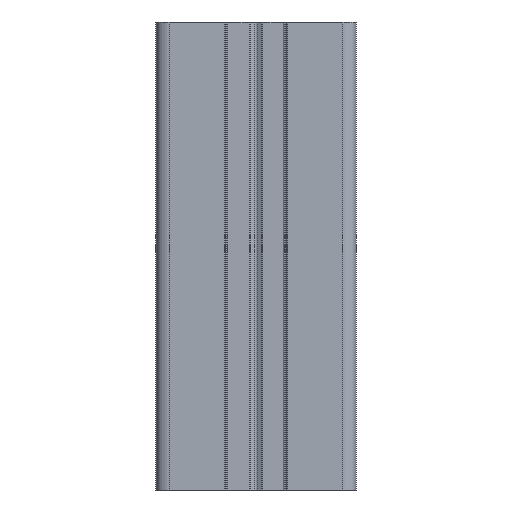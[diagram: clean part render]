
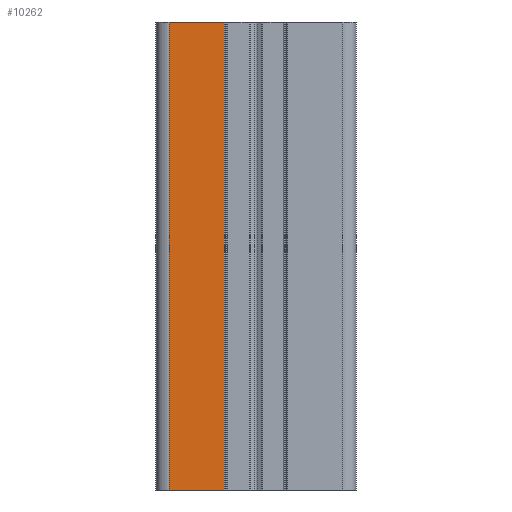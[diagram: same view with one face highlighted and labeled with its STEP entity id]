
A CAD part, front view. The second image highlights one B-rep face of the part: STEP entity #10262.
In plain terms, the highlighted planar face has unit normal (0, -1, 0).
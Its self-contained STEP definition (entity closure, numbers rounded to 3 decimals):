
#73 = PLANE('',#74);
#74 = AXIS2_PLACEMENT_3D('',#75,#76,#77);
#75 = CARTESIAN_POINT('',(374.071,260.121,-35.));
#76 = DIRECTION('',(0.,0.,1.));
#77 = DIRECTION('',(1.,0.,-0.));
#132 = PLANE('',#133);
#133 = AXIS2_PLACEMENT_3D('',#134,#135,#136);
#134 = CARTESIAN_POINT('',(374.071,260.121,35.));
#135 = DIRECTION('',(0.,0.,1.));
#136 = DIRECTION('',(1.,0.,-0.));
#5656 = VERTEX_POINT('',#5657);
#5657 = CARTESIAN_POINT('',(369.321,245.121,-35.));
#5676 = CYLINDRICAL_SURFACE('',#5677,0.2);
#5677 = AXIS2_PLACEMENT_3D('',#5678,#5679,#5680);
#5678 = CARTESIAN_POINT('',(369.321,245.321,0.));
#5679 = DIRECTION('',(0.,0.,1.));
#5680 = DIRECTION('',(0.,1.,0.));
#5688 = EDGE_CURVE('',#5656,#5689,#5691,.T.);
#5689 = VERTEX_POINT('',#5690);
#5690 = CARTESIAN_POINT('',(361.071,245.121,-35.));
#5691 = SURFACE_CURVE('',#5692,(#5696,#5703),.PCURVE_S1.);
#5692 = LINE('',#5693,#5694);
#5693 = CARTESIAN_POINT('',(369.321,245.121,-35.));
#5694 = VECTOR('',#5695,1.);
#5695 = DIRECTION('',(-1.,0.,0.));
#5696 = PCURVE('',#73,#5697);
#5697 = DEFINITIONAL_REPRESENTATION('',(#5698),#5702);
#5698 = LINE('',#5699,#5700);
#5699 = CARTESIAN_POINT('',(-4.75,-15.));
#5700 = VECTOR('',#5701,1.);
#5701 = DIRECTION('',(-1.,0.));
#5702 = ( GEOMETRIC_REPRESENTATION_CONTEXT(2) 
PARAMETRIC_REPRESENTATION_CONTEXT() REPRESENTATION_CONTEXT('2D SPACE',''
  ) );
#5703 = PCURVE('',#5704,#5709);
#5704 = PLANE('',#5705);
#5705 = AXIS2_PLACEMENT_3D('',#5706,#5707,#5708);
#5706 = CARTESIAN_POINT('',(361.071,245.121,0.));
#5707 = DIRECTION('',(0.,-1.,0.));
#5708 = DIRECTION('',(1.,0.,0.));
#5709 = DEFINITIONAL_REPRESENTATION('',(#5710),#5714);
#5710 = LINE('',#5711,#5712);
#5711 = CARTESIAN_POINT('',(8.25,-35.));
#5712 = VECTOR('',#5713,1.);
#5713 = DIRECTION('',(-1.,0.));
#5714 = ( GEOMETRIC_REPRESENTATION_CONTEXT(2) 
PARAMETRIC_REPRESENTATION_CONTEXT() REPRESENTATION_CONTEXT('2D SPACE',''
  ) );
#5737 = CYLINDRICAL_SURFACE('',#5738,2.);
#5738 = AXIS2_PLACEMENT_3D('',#5739,#5740,#5741);
#5739 = CARTESIAN_POINT('',(361.071,247.121,0.));
#5740 = DIRECTION('',(0.,0.,1.));
#5741 = DIRECTION('',(1.,0.,-0.));
#10218 = VERTEX_POINT('',#10219);
#10219 = CARTESIAN_POINT('',(369.321,245.121,35.));
#10241 = EDGE_CURVE('',#10218,#5656,#10242,.T.);
#10242 = SURFACE_CURVE('',#10243,(#10247,#10254),.PCURVE_S1.);
#10243 = LINE('',#10244,#10245);
#10244 = CARTESIAN_POINT('',(369.321,245.121,0.));
#10245 = VECTOR('',#10246,1.);
#10246 = DIRECTION('',(0.,0.,-1.));
#10247 = PCURVE('',#5676,#10248);
#10248 = DEFINITIONAL_REPRESENTATION('',(#10249),#10253);
#10249 = LINE('',#10250,#10251);
#10250 = CARTESIAN_POINT('',(3.142,0.));
#10251 = VECTOR('',#10252,1.);
#10252 = DIRECTION('',(0.,-1.));
#10253 = ( GEOMETRIC_REPRESENTATION_CONTEXT(2) 
PARAMETRIC_REPRESENTATION_CONTEXT() REPRESENTATION_CONTEXT('2D SPACE',''
  ) );
#10254 = PCURVE('',#5704,#10255);
#10255 = DEFINITIONAL_REPRESENTATION('',(#10256),#10260);
#10256 = LINE('',#10257,#10258);
#10257 = CARTESIAN_POINT('',(8.25,0.));
#10258 = VECTOR('',#10259,1.);
#10259 = DIRECTION('',(0.,-1.));
#10260 = ( GEOMETRIC_REPRESENTATION_CONTEXT(2) 
PARAMETRIC_REPRESENTATION_CONTEXT() REPRESENTATION_CONTEXT('2D SPACE',''
  ) );
#10262 = ADVANCED_FACE('',(#10263),#5704,.T.);
#10263 = FACE_BOUND('',#10264,.T.);
#10264 = EDGE_LOOP('',(#10265,#10266,#10289,#10310));
#10265 = ORIENTED_EDGE('',*,*,#10241,.F.);
#10266 = ORIENTED_EDGE('',*,*,#10267,.F.);
#10267 = EDGE_CURVE('',#10268,#10218,#10270,.T.);
#10268 = VERTEX_POINT('',#10269);
#10269 = CARTESIAN_POINT('',(361.071,245.121,35.));
#10270 = SURFACE_CURVE('',#10271,(#10275,#10282),.PCURVE_S1.);
#10271 = LINE('',#10272,#10273);
#10272 = CARTESIAN_POINT('',(369.321,245.121,35.));
#10273 = VECTOR('',#10274,1.);
#10274 = DIRECTION('',(1.,0.,0.));
#10275 = PCURVE('',#5704,#10276);
#10276 = DEFINITIONAL_REPRESENTATION('',(#10277),#10281);
#10277 = LINE('',#10278,#10279);
#10278 = CARTESIAN_POINT('',(8.25,35.));
#10279 = VECTOR('',#10280,1.);
#10280 = DIRECTION('',(1.,0.));
#10281 = ( GEOMETRIC_REPRESENTATION_CONTEXT(2) 
PARAMETRIC_REPRESENTATION_CONTEXT() REPRESENTATION_CONTEXT('2D SPACE',''
  ) );
#10282 = PCURVE('',#132,#10283);
#10283 = DEFINITIONAL_REPRESENTATION('',(#10284),#10288);
#10284 = LINE('',#10285,#10286);
#10285 = CARTESIAN_POINT('',(-4.75,-15.));
#10286 = VECTOR('',#10287,1.);
#10287 = DIRECTION('',(1.,0.));
#10288 = ( GEOMETRIC_REPRESENTATION_CONTEXT(2) 
PARAMETRIC_REPRESENTATION_CONTEXT() REPRESENTATION_CONTEXT('2D SPACE',''
  ) );
#10289 = ORIENTED_EDGE('',*,*,#10290,.T.);
#10290 = EDGE_CURVE('',#10268,#5689,#10291,.T.);
#10291 = SURFACE_CURVE('',#10292,(#10296,#10303),.PCURVE_S1.);
#10292 = LINE('',#10293,#10294);
#10293 = CARTESIAN_POINT('',(361.071,245.121,0.));
#10294 = VECTOR('',#10295,1.);
#10295 = DIRECTION('',(0.,0.,-1.));
#10296 = PCURVE('',#5704,#10297);
#10297 = DEFINITIONAL_REPRESENTATION('',(#10298),#10302);
#10298 = LINE('',#10299,#10300);
#10299 = CARTESIAN_POINT('',(0.,0.));
#10300 = VECTOR('',#10301,1.);
#10301 = DIRECTION('',(0.,-1.));
#10302 = ( GEOMETRIC_REPRESENTATION_CONTEXT(2) 
PARAMETRIC_REPRESENTATION_CONTEXT() REPRESENTATION_CONTEXT('2D SPACE',''
  ) );
#10303 = PCURVE('',#5737,#10304);
#10304 = DEFINITIONAL_REPRESENTATION('',(#10305),#10309);
#10305 = LINE('',#10306,#10307);
#10306 = CARTESIAN_POINT('',(4.712,0.));
#10307 = VECTOR('',#10308,1.);
#10308 = DIRECTION('',(0.,-1.));
#10309 = ( GEOMETRIC_REPRESENTATION_CONTEXT(2) 
PARAMETRIC_REPRESENTATION_CONTEXT() REPRESENTATION_CONTEXT('2D SPACE',''
  ) );
#10310 = ORIENTED_EDGE('',*,*,#5688,.F.);
